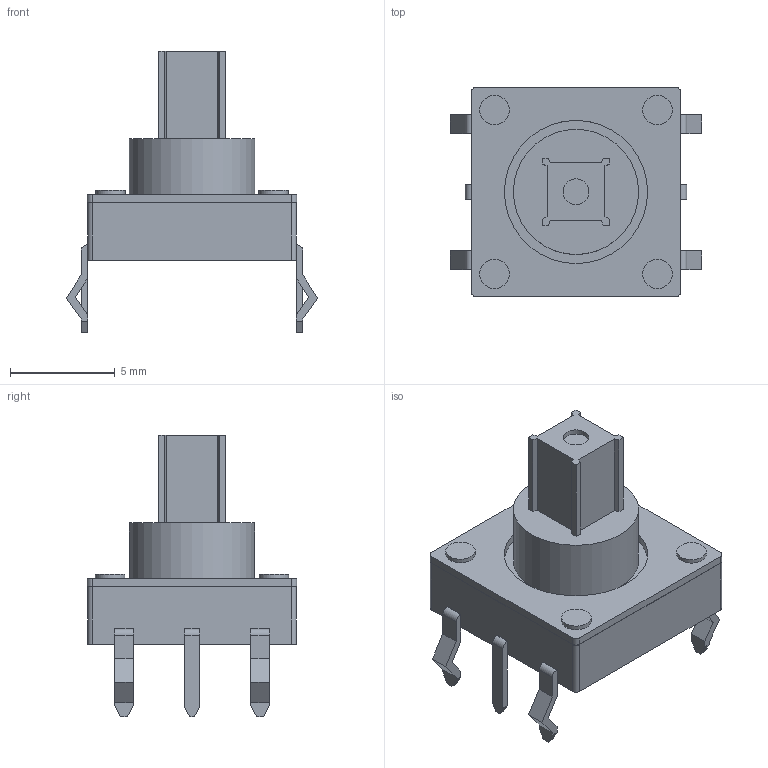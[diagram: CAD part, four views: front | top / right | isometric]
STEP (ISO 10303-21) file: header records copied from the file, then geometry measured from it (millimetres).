
FILE_DESCRIPTION(/* description */ ('Unknown'),/* implementation_level */ '2;1');
FILE_NAME(/* name */ '504',/* time_stamp */ '2024-04-24T11:57:49+02:00',/* author */ ('Unknown'),/* organization */ ('Unknown'),/* preprocessor_version */ 'ST-DEVELOPER v18.102',/* originating_system */ 'Solid Edge',/* authorisation */ 'Unknown');
FILE_SCHEMA (('AUTOMOTIVE_DESIGN {1 0 10303 214 3 1 1}'));
Length unit declared in the file: millimetre
Products named in the file (1): 504
Bounding box: 12.01 x 10 x 13.46 mm (x, y, z)
Volume: 425.4 mm3; surface area: 507.9 mm2
Topology: 1 solids, 1 shells, 132 faces, 354 edges, 233 vertices
Faces by surface type: plane 111, cylinder 21
Full cylindrical faces by diameter (mm): 1.235 x1, 1.412 x4, 5.977 x1, 6.841 x1
Entity records: 4955 total; most frequent: CARTESIAN_POINT 707, ORIENTED_EDGE 688, DIRECTION 652, EDGE_CURVE 344, LINE 302, VECTOR 302, VERTEX_POINT 230, AXIS2_PLACEMENT_3D 175
